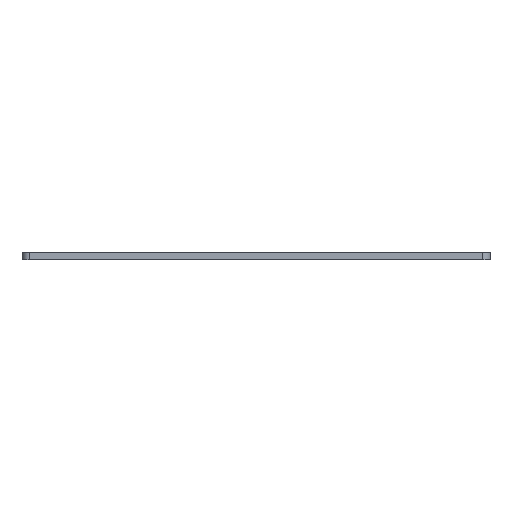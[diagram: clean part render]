
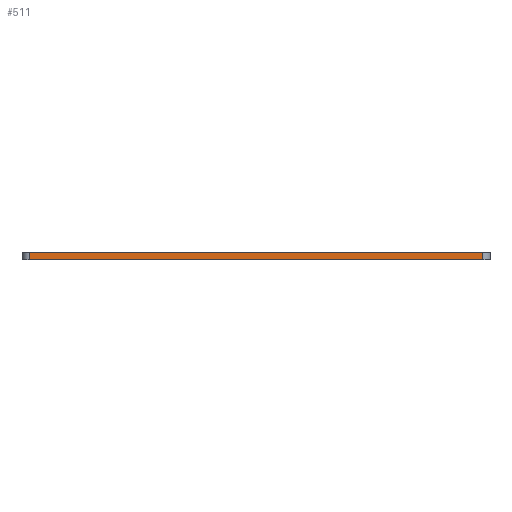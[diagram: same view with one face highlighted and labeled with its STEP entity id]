
A CAD part, left-side view. The second image highlights one B-rep face of the part: STEP entity #511.
In plain terms, the highlighted planar face has unit normal (-1, 0, 0).
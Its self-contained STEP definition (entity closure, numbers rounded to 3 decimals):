
#511=ADVANCED_FACE('',(#1169),#9633,.T.);
#1169=FACE_OUTER_BOUND('',#1791,.T.);
#1791=EDGE_LOOP('',(#4196,#4197,#4198,#4199));
#4196=ORIENTED_EDGE('',*,*,#6109,.F.);
#4197=ORIENTED_EDGE('',*,*,#4847,.F.);
#4198=ORIENTED_EDGE('',*,*,#6110,.F.);
#4199=ORIENTED_EDGE('',*,*,#6108,.F.);
#4847=EDGE_CURVE('',#8218,#8219,#7191,.T.);
#6108=EDGE_CURVE('',#9004,#9005,#8080,.T.);
#6109=EDGE_CURVE('',#8219,#9004,#8081,.T.);
#6110=EDGE_CURVE('',#9005,#8218,#8082,.T.);
#7191=B_SPLINE_CURVE_WITH_KNOTS('',1,(#15896,#15897),.UNSPECIFIED.,.F.,
 .F.,(2,2),(0.,244.),.UNSPECIFIED.);
#8080=B_SPLINE_CURVE_WITH_KNOTS('',1,(#18790,#18791),.UNSPECIFIED.,.F.,
 .F.,(2,2),(-244.,0.),.UNSPECIFIED.);
#8081=B_SPLINE_CURVE_WITH_KNOTS('',1,(#18792,#18793),.UNSPECIFIED.,.F.,
 .F.,(2,2),(-4.15,0.),.UNSPECIFIED.);
#8082=B_SPLINE_CURVE_WITH_KNOTS('',1,(#18794,#18795),.UNSPECIFIED.,.F.,
 .F.,(2,2),(-4.15,0.),.UNSPECIFIED.);
#8218=VERTEX_POINT('',#15016);
#8219=VERTEX_POINT('',#15017);
#9004=VERTEX_POINT('',#15802);
#9005=VERTEX_POINT('',#15803);
#9633=PLANE('',#10139);
#10139=AXIS2_PLACEMENT_3D('',#14581,#11024,$);
#11024=DIRECTION('',(-1.,0.,0.));
#14581=CARTESIAN_POINT('',(-21.,-41.4,-0.415));
#15016=CARTESIAN_POINT('',(-21.,-17.,0.));
#15017=CARTESIAN_POINT('',(-21.,227.,0.));
#15802=CARTESIAN_POINT('',(-21.,227.,4.15));
#15803=CARTESIAN_POINT('',(-21.,-17.,4.15));
#15896=CARTESIAN_POINT('',(-21.,-17.,0.));
#15897=CARTESIAN_POINT('',(-21.,227.,0.));
#18790=CARTESIAN_POINT('',(-21.,227.,4.15));
#18791=CARTESIAN_POINT('',(-21.,-17.,4.15));
#18792=CARTESIAN_POINT('',(-21.,227.,0.));
#18793=CARTESIAN_POINT('',(-21.,227.,4.15));
#18794=CARTESIAN_POINT('',(-21.,-17.,4.15));
#18795=CARTESIAN_POINT('',(-21.,-17.,0.));
